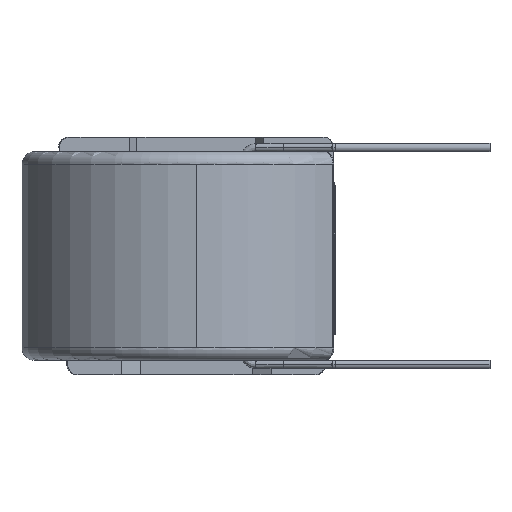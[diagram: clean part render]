
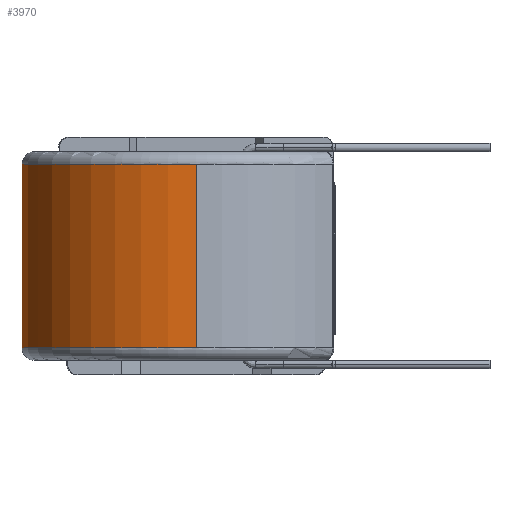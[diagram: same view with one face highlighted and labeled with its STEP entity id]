
A CAD part, left-side view. The second image highlights one B-rep face of the part: STEP entity #3970.
In plain terms, the highlighted cylindrical face has radius 17 mm (diameter 34 mm), a partial arc.
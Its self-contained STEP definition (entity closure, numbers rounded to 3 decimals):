
#21 = VERTEX_POINT ( 'NONE', #4185 ) ;
#139 = LINE ( 'NONE', #1160, #12014 ) ;
#490 = VERTEX_POINT ( 'NONE', #2027 ) ;
#819 = ORIENTED_EDGE ( 'NONE', *, *, #8625, .T. ) ;
#1160 = CARTESIAN_POINT ( 'NONE',  ( -17., 0., 10.1 ) ) ;
#1626 = CARTESIAN_POINT ( 'NONE',  ( 0., 0., 10.1 ) ) ;
#1683 = ORIENTED_EDGE ( 'NONE', *, *, #12851, .T. ) ;
#1693 = AXIS2_PLACEMENT_3D ( 'NONE', #1626, #13966, #13082 ) ;
#1748 = VECTOR ( 'NONE', #13859, 1000. ) ;
#2027 = CARTESIAN_POINT ( 'NONE',  ( -2.048, 16.876, 8.9 ) ) ;
#2248 = CARTESIAN_POINT ( 'NONE',  ( 0., 0., 8.9 ) ) ;
#2565 = CARTESIAN_POINT ( 'NONE',  ( -2.048, 16.876, -8.9 ) ) ;
#2665 = DIRECTION ( 'NONE',  ( 0., 0., 1. ) ) ;
#2800 = LINE ( 'NONE', #5908, #1748 ) ;
#3082 = EDGE_LOOP ( 'NONE', ( #12277, #1683, #12579, #819 ) ) ;
#3206 = EDGE_CURVE ( 'NONE', #21, #3997, #139, .T. ) ;
#3359 = AXIS2_PLACEMENT_3D ( 'NONE', #3702, #2665, #10426 ) ;
#3394 = CYLINDRICAL_SURFACE ( 'NONE', #1693, 17. ) ;
#3702 = CARTESIAN_POINT ( 'NONE',  ( 0., 0., -8.9 ) ) ;
#3970 = ADVANCED_FACE ( 'NONE', ( #6176 ), #3394, .T. ) ;
#3997 = VERTEX_POINT ( 'NONE', #10808 ) ;
#4185 = CARTESIAN_POINT ( 'NONE',  ( -17., 0., 8.9 ) ) ;
#5908 = CARTESIAN_POINT ( 'NONE',  ( -2.048, 16.876, 10.1 ) ) ;
#6176 = FACE_OUTER_BOUND ( 'NONE', #3082, .T. ) ;
#6365 = CIRCLE ( 'NONE', #13740, 17. ) ;
#7826 = DIRECTION ( 'NONE',  ( 1., 0., 0. ) ) ;
#8625 = EDGE_CURVE ( 'NONE', #11373, #3997, #12784, .T. ) ;
#8709 = EDGE_CURVE ( 'NONE', #490, #11373, #2800, .T. ) ;
#8848 = DIRECTION ( 'NONE',  ( 0., 0., -1. ) ) ;
#10186 = DIRECTION ( 'NONE',  ( 0., 0., -1. ) ) ;
#10426 = DIRECTION ( 'NONE',  ( 1., 0., 0. ) ) ;
#10808 = CARTESIAN_POINT ( 'NONE',  ( -17., 0., -8.9 ) ) ;
#11373 = VERTEX_POINT ( 'NONE', #2565 ) ;
#12014 = VECTOR ( 'NONE', #10186, 1000. ) ;
#12277 = ORIENTED_EDGE ( 'NONE', *, *, #3206, .F. ) ;
#12579 = ORIENTED_EDGE ( 'NONE', *, *, #8709, .T. ) ;
#12784 = CIRCLE ( 'NONE', #3359, 17. ) ;
#12851 = EDGE_CURVE ( 'NONE', #21, #490, #6365, .T. ) ;
#13082 = DIRECTION ( 'NONE',  ( -1., 0., 0. ) ) ;
#13740 = AXIS2_PLACEMENT_3D ( 'NONE', #2248, #8848, #7826 ) ;
#13859 = DIRECTION ( 'NONE',  ( 0., 0., -1. ) ) ;
#13966 = DIRECTION ( 'NONE',  ( 0., 0., -1. ) ) ;
